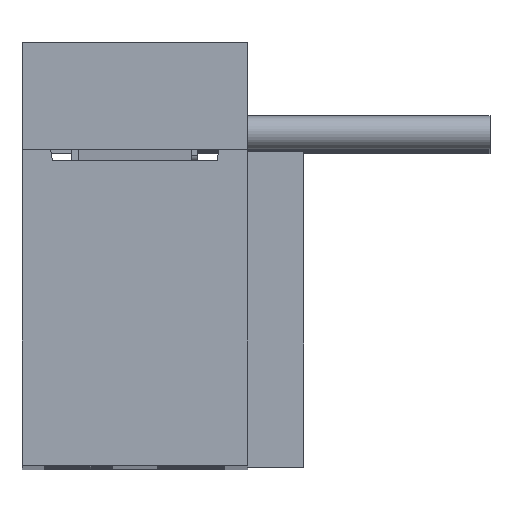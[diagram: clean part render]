
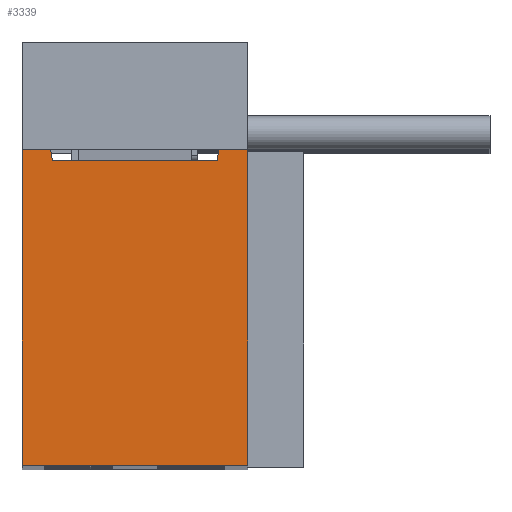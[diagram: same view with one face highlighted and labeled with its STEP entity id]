
A CAD part, top view. The second image highlights one B-rep face of the part: STEP entity #3339.
In plain terms, the highlighted face is planar.
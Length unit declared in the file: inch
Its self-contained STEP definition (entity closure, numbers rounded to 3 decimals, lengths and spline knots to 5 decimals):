
#3339=ADVANCED_FACE( '', ( #6389 ), #6390, .F. );
#4059=DIRECTION( '', ( 0., 0., 1. ) );
#4060=DIRECTION( '', ( 1., 0., 0. ) );
#4064=DIRECTION( '', ( 0., 0., -1. ) );
#6389=FACE_OUTER_BOUND( '', #10035, .T. );
#6390=PLANE( '', #10036 );
#10035=EDGE_LOOP( '', ( #19197, #19198, #19199, #19200, #19201, #17370, #19202, #19203 ) );
#10036=AXIS2_PLACEMENT_3D( '', #19204, #4060, #4064 );
#13528=CARTESIAN_POINT( '', ( -1.09, 0.28, 0.1 ) );
#17370=ORIENTED_EDGE( '', *, *, #27152, .T. );
#19197=ORIENTED_EDGE( '', *, *, #26133, .T. );
#19198=ORIENTED_EDGE( '', *, *, #25186, .T. );
#19199=ORIENTED_EDGE( '', *, *, #23935, .T. );
#19200=ORIENTED_EDGE( '', *, *, #28405, .F. );
#19201=ORIENTED_EDGE( '', *, *, #28406, .T. );
#19202=ORIENTED_EDGE( '', *, *, #25375, .F. );
#19203=ORIENTED_EDGE( '', *, *, #24875, .F. );
#19204=CARTESIAN_POINT( '', ( -1.09, 0.28, -0.1 ) );
#23935=EDGE_CURVE( '', #29530, #29531, #29532, .T. );
#24875=EDGE_CURVE( '', #31251, #31253, #31254, .T. );
#25186=EDGE_CURVE( '', #31781, #29530, #31790, .T. );
#25375=EDGE_CURVE( '', #31253, #32120, #32121, .T. );
#26133=EDGE_CURVE( '', #31251, #31781, #33397, .T. );
#27152=EDGE_CURVE( '', #34881, #32120, #34882, .T. );
#28405=EDGE_CURVE( '', #36453, #29531, #31254, .T. );
#28406=EDGE_CURVE( '', #36453, #34881, #36454, .T. );
#29530=VERTEX_POINT( '', #37394 );
#29531=VERTEX_POINT( '', #37395 );
#29532=LINE( '', #37394, #37396 );
#31251=VERTEX_POINT( '', #38217 );
#31253=VERTEX_POINT( '', #13528 );
#31254=LINE( '', #19204, #37165 );
#31781=VERTEX_POINT( '', #38491 );
#31790=LINE( '', #38491, #37180 );
#32120=VERTEX_POINT( '', #38648 );
#32121=LINE( '', #13528, #37166 );
#33397=LINE( '', #38217, #37619 );
#34881=VERTEX_POINT( '', #39802 );
#34882=LINE( '', #39802, #37165 );
#36453=VERTEX_POINT( '', #19204 );
#36454=LINE( '', #19204, #37166 );
#37165=VECTOR( '', #4059, 39.37008 );
#37166=VECTOR( '', #40588, 39.37008 );
#37180=VECTOR( '', #4064, 39.37008 );
#37394=CARTESIAN_POINT( '', ( -1.09, 0.27, -0.073 ) );
#37395=CARTESIAN_POINT( '', ( -1.09, 0.28, -0.07476 ) );
#37396=VECTOR( '', #40626, 39.37008 );
#37619=VECTOR( '', #40656, 39.37008 );
#38217=CARTESIAN_POINT( '', ( -1.09, 0.28, 0.07476 ) );
#38491=CARTESIAN_POINT( '', ( -1.09, 0.27, 0.073 ) );
#38648=CARTESIAN_POINT( '', ( -1.09, 0., 0.1 ) );
#39802=CARTESIAN_POINT( '', ( -1.09, 0., -0.1 ) );
#40588=DIRECTION( '', ( 0., -1., 0. ) );
#40626=DIRECTION( '', ( 0., 0.985, -0.174 ) );
#40656=DIRECTION( '', ( 0., -0.985, -0.174 ) );
